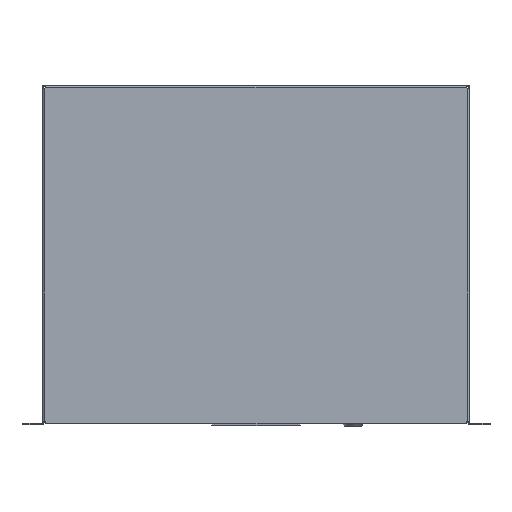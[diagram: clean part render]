
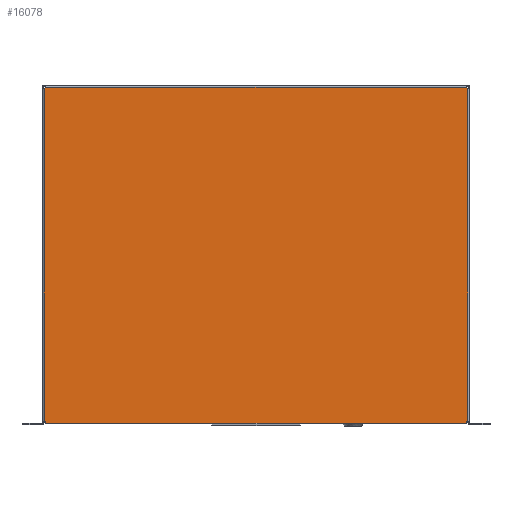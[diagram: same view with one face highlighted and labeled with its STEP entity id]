
A CAD part, top view. The second image highlights one B-rep face of the part: STEP entity #16078.
In plain terms, the highlighted planar face has unit normal (0, 0, 1).
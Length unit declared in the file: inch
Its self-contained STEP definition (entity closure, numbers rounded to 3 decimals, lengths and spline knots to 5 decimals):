
#191 = DIRECTION ( 'NONE',  ( 0., 0., 1. ) ) ;
#1275 = AXIS2_PLACEMENT_3D ( 'NONE', #17707, #5742, #19576 ) ;
#2048 = VECTOR ( 'NONE', #10581, 39.37008 ) ;
#2649 = VERTEX_POINT ( 'NONE', #24513 ) ;
#2995 = AXIS2_PLACEMENT_3D ( 'NONE', #12663, #19824, #24312 ) ;
#3184 = ORIENTED_EDGE ( 'NONE', *, *, #26692, .F. ) ;
#3517 = CIRCLE ( 'NONE', #2995, 0.09843 ) ;
#4152 = ORIENTED_EDGE ( 'NONE', *, *, #11108, .T. ) ;
#4800 = ORIENTED_EDGE ( 'NONE', *, *, #17026, .F. ) ;
#5742 = DIRECTION ( 'NONE',  ( 0., 0., 1. ) ) ;
#6085 = DIRECTION ( 'NONE',  ( 1., 0., 0. ) ) ;
#7056 = ORIENTED_EDGE ( 'NONE', *, *, #11194, .T. ) ;
#7190 = PLANE ( 'NONE',  #13476 ) ;
#7237 = CIRCLE ( 'NONE', #11722, 0.07087 ) ;
#8223 = CARTESIAN_POINT ( 'NONE',  ( 8.70079, 13.61811, 1.68504 ) ) ;
#8772 = EDGE_CURVE ( 'NONE', #17118, #25709, #19908, .T. ) ;
#8954 = DIRECTION ( 'NONE',  ( 1., 0., 0. ) ) ;
#10581 = DIRECTION ( 'NONE',  ( 0., -1., 0. ) ) ;
#10853 = VECTOR ( 'NONE', #6085, 39.37008 ) ;
#11108 = EDGE_CURVE ( 'NONE', #2649, #29504, #12144, .T. ) ;
#11194 = EDGE_CURVE ( 'NONE', #11491, #30153, #29557, .T. ) ;
#11491 = VERTEX_POINT ( 'NONE', #26710 ) ;
#11722 = AXIS2_PLACEMENT_3D ( 'NONE', #26016, #18590, #8954 ) ;
#12120 = CARTESIAN_POINT ( 'NONE',  ( 8.59449, 0.04114, 1.68504 ) ) ;
#12144 = LINE ( 'NONE', #23794, #22758 ) ;
#12663 = CARTESIAN_POINT ( 'NONE',  ( -8.6378, -0.04724, 1.68504 ) ) ;
#13476 = AXIS2_PLACEMENT_3D ( 'NONE', #23813, #191, #21477 ) ;
#14345 = EDGE_CURVE ( 'NONE', #17118, #18917, #7237, .T. ) ;
#14357 = AXIS2_PLACEMENT_3D ( 'NONE', #19502, #15309, #26479 ) ;
#15125 = ORIENTED_EDGE ( 'NONE', *, *, #8772, .T. ) ;
#15309 = DIRECTION ( 'NONE',  ( 0., 0., 1. ) ) ;
#16078 = ADVANCED_FACE ( 'NONE', ( #28952 ), #7190, .T. ) ;
#16381 = VECTOR ( 'NONE', #22524, 39.37008 ) ;
#17026 = EDGE_CURVE ( 'NONE', #11491, #29504, #3517, .T. ) ;
#17118 = VERTEX_POINT ( 'NONE', #24467 ) ;
#17648 = ORIENTED_EDGE ( 'NONE', *, *, #18816, .F. ) ;
#17707 = CARTESIAN_POINT ( 'NONE',  ( -8.62205, 13.62992, 1.68504 ) ) ;
#18549 = ORIENTED_EDGE ( 'NONE', *, *, #22221, .F. ) ;
#18590 = DIRECTION ( 'NONE',  ( 0., 0., 1. ) ) ;
#18672 = CARTESIAN_POINT ( 'NONE',  ( 8.59449, 13.56463, 1.68504 ) ) ;
#18816 = EDGE_CURVE ( 'NONE', #19074, #30153, #24782, .T. ) ;
#18917 = VERTEX_POINT ( 'NONE', #18672 ) ;
#19074 = VERTEX_POINT ( 'NONE', #12120 ) ;
#19302 = CARTESIAN_POINT ( 'NONE',  ( 8.53937, -0.04724, 1.68504 ) ) ;
#19502 = CARTESIAN_POINT ( 'NONE',  ( 8.6378, -0.04724, 1.68504 ) ) ;
#19576 = DIRECTION ( 'NONE',  ( 1., 0., 0. ) ) ;
#19824 = DIRECTION ( 'NONE',  ( 0., 0., 1. ) ) ;
#19908 = LINE ( 'NONE', #8223, #16381 ) ;
#20079 = LINE ( 'NONE', #20384, #2048 ) ;
#20384 = CARTESIAN_POINT ( 'NONE',  ( 8.59449, -0.79134, 1.68504 ) ) ;
#21477 = DIRECTION ( 'NONE',  ( 1., 0., 0. ) ) ;
#21562 = ORIENTED_EDGE ( 'NONE', *, *, #14345, .F. ) ;
#22221 = EDGE_CURVE ( 'NONE', #18917, #19074, #20079, .T. ) ;
#22524 = DIRECTION ( 'NONE',  ( -1., 0., 0. ) ) ;
#22758 = VECTOR ( 'NONE', #26587, 39.37008 ) ;
#23794 = CARTESIAN_POINT ( 'NONE',  ( -8.59449, -0.79134, 1.68504 ) ) ;
#23813 = CARTESIAN_POINT ( 'NONE',  ( 8.70079, -0.79134, 1.68504 ) ) ;
#24312 = DIRECTION ( 'NONE',  ( 1., 0., 0. ) ) ;
#24467 = CARTESIAN_POINT ( 'NONE',  ( 8.55217, 13.61811, 1.68504 ) ) ;
#24513 = CARTESIAN_POINT ( 'NONE',  ( -8.59449, 13.56463, 1.68504 ) ) ;
#24565 = CARTESIAN_POINT ( 'NONE',  ( -8.6378, -0.04724, 1.68504 ) ) ;
#24782 = CIRCLE ( 'NONE', #14357, 0.09843 ) ;
#25709 = VERTEX_POINT ( 'NONE', #29899 ) ;
#26005 = CARTESIAN_POINT ( 'NONE',  ( -8.59449, 0.04114, 1.68504 ) ) ;
#26016 = CARTESIAN_POINT ( 'NONE',  ( 8.62205, 13.62992, 1.68504 ) ) ;
#26479 = DIRECTION ( 'NONE',  ( 1., 0., 0. ) ) ;
#26587 = DIRECTION ( 'NONE',  ( 0., -1., 0. ) ) ;
#26692 = EDGE_CURVE ( 'NONE', #2649, #25709, #28547, .T. ) ;
#26710 = CARTESIAN_POINT ( 'NONE',  ( -8.53937, -0.04724, 1.68504 ) ) ;
#28547 = CIRCLE ( 'NONE', #1275, 0.07087 ) ;
#28952 = FACE_OUTER_BOUND ( 'NONE', #29861, .T. ) ;
#29504 = VERTEX_POINT ( 'NONE', #26005 ) ;
#29557 = LINE ( 'NONE', #24565, #10853 ) ;
#29861 = EDGE_LOOP ( 'NONE', ( #18549, #21562, #15125, #3184, #4152, #4800, #7056, #17648 ) ) ;
#29899 = CARTESIAN_POINT ( 'NONE',  ( -8.55217, 13.61811, 1.68504 ) ) ;
#30153 = VERTEX_POINT ( 'NONE', #19302 ) ;
